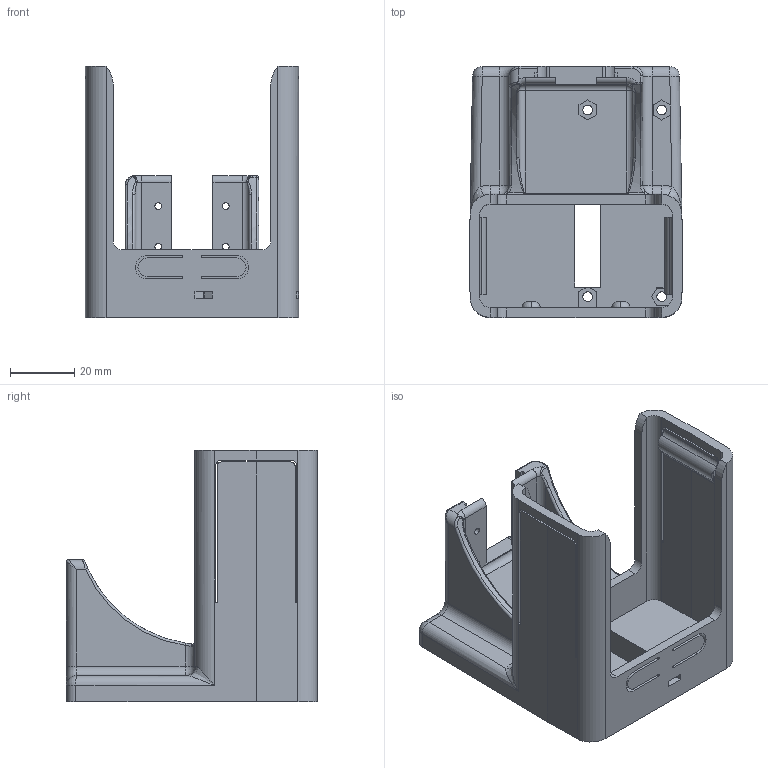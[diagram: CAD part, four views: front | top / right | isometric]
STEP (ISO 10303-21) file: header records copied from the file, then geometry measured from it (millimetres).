
FILE_DESCRIPTION (( 'STEP AP214' ), '1' );
FILE_NAME ('Main holder Rev 2.STEP', '2025-08-18T04:47:06', ( '' ), ( '' ), 'SwSTEP 2.0', 'SolidWorks 2020', '' );
FILE_SCHEMA (( 'AUTOMOTIVE_DESIGN' ));
Length unit declared in the file: millimetre
Products named in the file (1): Main holder Rev 2
Bounding box: 66.25 x 78 x 78 mm (x, y, z)
Volume: 79931.2 mm3; surface area: 34238.4 mm2
Topology: 1 solids, 1 shells, 278 faces, 784 edges, 484 vertices
Faces by surface type: plane 124, cylinder 110, bspline 19, torus 17, sphere 8
Entity records: 9689 total; most frequent: CARTESIAN_POINT 2595, ORIENTED_EDGE 1538, DIRECTION 1445, EDGE_CURVE 769, AXIS2_PLACEMENT_3D 493, VERTEX_POINT 484, LINE 459, VECTOR 459
